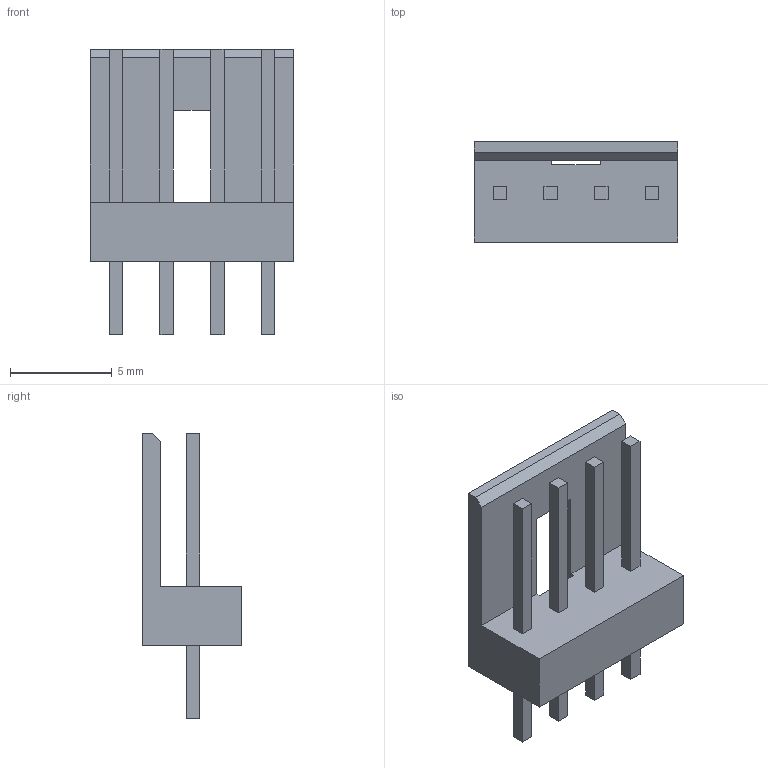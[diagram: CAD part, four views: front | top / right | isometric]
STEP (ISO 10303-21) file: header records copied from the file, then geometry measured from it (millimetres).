
FILE_DESCRIPTION((''),'2;1');
FILE_NAME('C-171825-4','2018-03-23T',('workeradm'),('TE Connectivity Ltd.'),'CREO PARAMETRIC BY PTC INC, 2016050','CREO PARAMETRIC BY PTC INC, 2016050','');
FILE_SCHEMA(('AUTOMOTIVE_DESIGN { 1 0 10303 214 1 1 1 1 }'));
Length unit declared in the file: millimetre
Products named in the file (1): C-171825-4
Bounding box: 10 x 4.9 x 14 mm (x, y, z)
Volume: 209.6 mm3; surface area: 451 mm2
Topology: 1 solids, 1 shells, 53 faces, 135 edges, 90 vertices
Faces by surface type: plane 53
Entity records: 1749 total; most frequent: CARTESIAN_POINT 280, ORIENTED_EDGE 270, DIRECTION 241, VECTOR 135, LINE 135, EDGE_CURVE 135, COLOUR_RGB 126, VERTEX_POINT 90
